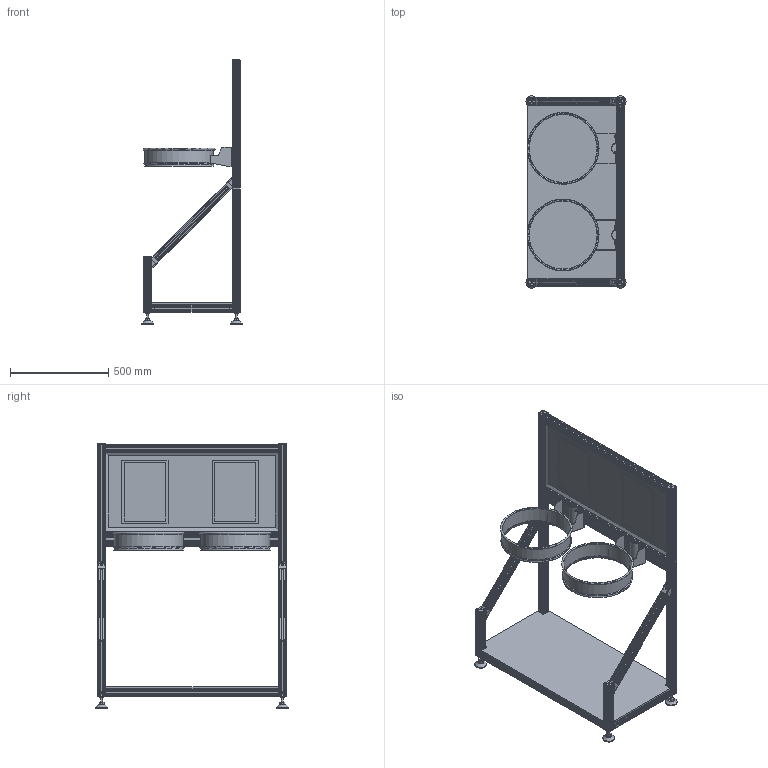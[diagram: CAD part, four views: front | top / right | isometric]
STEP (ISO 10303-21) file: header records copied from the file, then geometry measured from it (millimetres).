
FILE_DESCRIPTION(('STEP AP214'),'1');
FILE_NAME('ERGO08E6536.stp','2025-05-22T08:28:40',(' '),(' '),'Spatial InterOp 3D',' ',' ');
FILE_SCHEMA(('AUTOMOTIVE_DESIGN { 1 0 10303 214 1 1 1 1 }'));
Length unit declared in the file: millimetre
Products named in the file (48): Support poubelle; Profilé 8 40x40 léger; Embout 8 40x40 gris; Fixation hors standard 8-40; Vis BHC - M8x18; Rondelle M 8; Fixation standard 8 40 Zn ESD; Vis BHC - M8x20; agrafe 8-40; Pied D60 M10x75 Zn noir; Tige avec Ecrou type 1; Ecrou bas hexagonal M10; Socle Type 1; Kit equerre de renfort 8 40-45°; Equerre de renfort 8 40 45°; Kit de fixation; Vis BHC - M8x16; Écrou 8 St M8; Vis BHC - M8x25; PanneauCompletEnRainure; SAFE00H2790; Joint; Rondelle Z 8; Vis CHC - M8x14; Cadre affichage magnétique A4, argenté; PanneauCompletEnApplique; Stratifié compact 10mm, blanc; Profilé 8 80x40 léger; ERGO08E6536
Assembly tree (76 placements, depth 5):
  ERGO08E6536
    Support poubelle
      Profilé 8 40x40 léger  x2
      Embout 8 40x40 gris  x4
      Fixation hors standard 8-40  x4
        Vis BHC - M8x18
        Rondelle M 8
      Fixation standard 8 40 Zn ESD  x10
        Vis BHC - M8x20
        agrafe 8-40
      Pied D60 M10x75 Zn noir  x4
        Tige avec Ecrou type 1
        Ecrou bas hexagonal M10
        Socle Type 1
      Kit equerre de renfort 8 40-45°  x4
        Equerre de renfort 8 40 45°
        Kit de fixation
          Vis BHC - M8x16
          Écrou 8 St M8
        Vis BHC - M8x25
      Support poubelle
        Support poubelle
        Support poubelle
        Support poubelle
      PanneauCompletEnRainure
        SAFE00H2790
        Joint  x2
        Joint  x2
      Kit de fixation  x4
        Rondelle Z 8
        Vis CHC - M8x14
        Écrou 8 St M8
      Support poubelle
        Support poubelle
        Support poubelle
        Support poubelle
      Cadre affichage magnétique A4, argenté  x2
      PanneauCompletEnApplique
        Stratifié compact 10mm, blanc
      Profilé 8 40x40 léger
      Profilé 8 40x40 léger
      Profilé 8 40x40 léger
      Profilé 8 80x40 léger
      Profilé 8 40x40 léger
      Profilé 8 40x40 léger
      Profilé 8 40x40 léger
      Profilé 8 40x40 léger
      Profilé 8 40x40 léger
      Profilé 8 40x40 léger
Bounding box: 509 x 979 x 1344 mm (x, y, z)
Volume: 13662931.3 mm3; surface area: 7220939.8 mm2
Topology: 98 solids, 98 shells, 4601 faces, 12611 edges, 8302 vertices
Faces by surface type: plane 2610, cylinder 1755, cone 146, sphere 46, bspline 26, torus 18
Full cylindrical faces by diameter (mm): 4 x8, 6.78 x19, 6.8 x44, 7 x22, 7.1 x4, 8 x52, 8.4 x8, 8.5 x20, 9 x18, 10 x4, 13 x4, 15 x4, 16 x4, 59 x4, 345 x2, 349 x2
Entity records: 108291 total; most frequent: CARTESIAN_POINT 16167, DIRECTION 13775, ORIENTED_EDGE 13328, EDGE_CURVE 6664, AXIS2_PLACEMENT_3D 4743, VERTEX_POINT 4508, LINE 4289, VECTOR 4289
